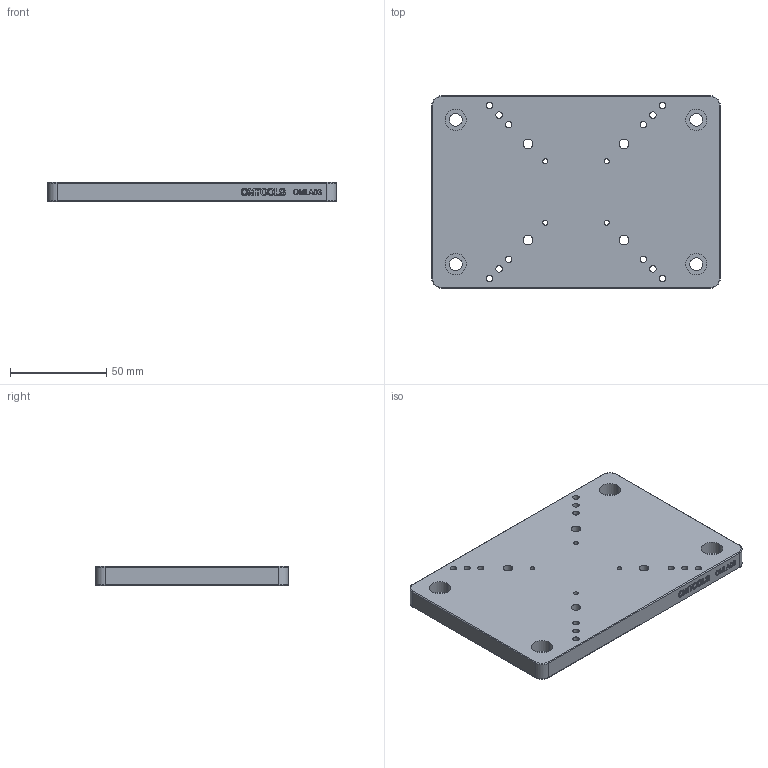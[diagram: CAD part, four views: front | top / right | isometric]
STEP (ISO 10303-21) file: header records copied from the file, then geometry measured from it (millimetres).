
FILE_DESCRIPTION (( 'STEP AP203' ), '1' );
FILE_NAME ('OMLA炵蹈蛌諉啣 OMLA03.STEP', '2021-05-20T08:24:40', ( 'Microsoft' ), ( 'Microsoft' ), 'SwSTEP 2.0', 'SolidWorks 2018', '' );
FILE_SCHEMA (( 'CONFIG_CONTROL_DESIGN' ));
Length unit declared in the file: millimetre
Products named in the file (2): OMLA03-01 SPYD&OMHB蟀諉啣3; OMLA炵蹈蛌諉啣 OMLA03
Assembly tree (1 placements, depth 2):
  OMLA炵蹈蛌諉啣 OMLA03
    OMLA03-01 SPYD&OMHB蟀諉啣3
Bounding box: 150 x 100 x 10 mm (x, y, z)
Volume: 144687.7 mm3; surface area: 37397.7 mm2
Topology: 1 solids, 1 shells, 221 faces, 578 edges, 380 vertices
Faces by surface type: plane 98, cylinder 68, bspline 47, torus 8
Entity records: 10956 total; most frequent: CARTESIAN_POINT 5412, ORIENTED_EDGE 1156, DIRECTION 982, EDGE_CURVE 578, VERTEX_POINT 380, LINE 338, VECTOR 338, AXIS2_PLACEMENT_3D 322
